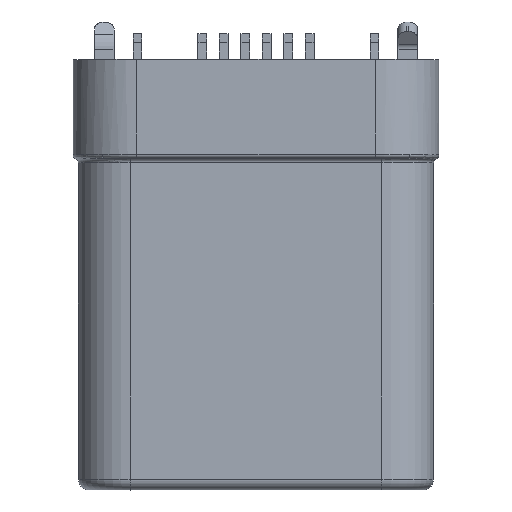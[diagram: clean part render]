
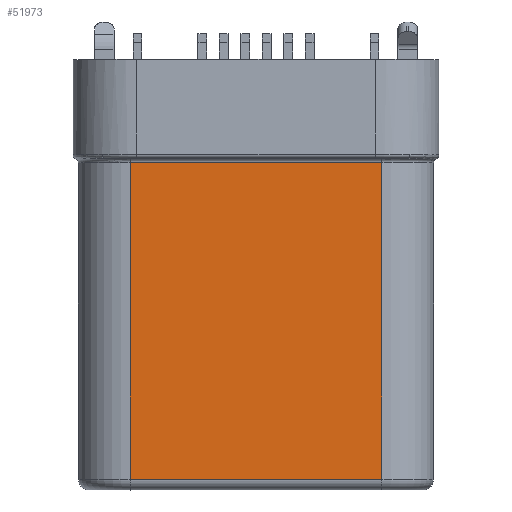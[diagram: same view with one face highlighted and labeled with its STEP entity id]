
A CAD part, top view. The second image highlights one B-rep face of the part: STEP entity #51973.
In plain terms, the highlighted planar face has unit normal (0, 0, 1).
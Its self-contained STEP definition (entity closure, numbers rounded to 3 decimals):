
#49543=DIRECTION('',(1.,0.,0.));
#49544=VECTOR('',#49543,5.85);
#49545=CARTESIAN_POINT('',(-8.58,-1.83,
-3.124));
#49546=LINE('',#49545,#49544);
#49556=DIRECTION('',(0.,-1.,0.));
#49557=VECTOR('',#49556,7.35);
#49558=CARTESIAN_POINT('',(-8.58,-1.83,
-3.124));
#49559=LINE('',#49558,#49557);
#49596=DIRECTION('',(0.,-1.,0.));
#49597=VECTOR('',#49596,7.35);
#49598=CARTESIAN_POINT('',(-2.73,-1.83,
-3.124));
#49599=LINE('',#49598,#49597);
#49629=DIRECTION('',(-1.,0.,0.));
#49630=VECTOR('',#49629,5.85);
#49631=CARTESIAN_POINT('',(-2.73,-9.18,
-3.124));
#49632=LINE('',#49631,#49630);
#51175=CARTESIAN_POINT('',(-8.58,-9.18,
-3.124));
#51176=VERTEX_POINT('',#51175);
#51181=CARTESIAN_POINT('',(-2.73,-9.18,
-3.124));
#51182=VERTEX_POINT('',#51181);
#51222=CARTESIAN_POINT('',(-8.58,-1.83,
-3.124));
#51223=VERTEX_POINT('',#51222);
#51230=CARTESIAN_POINT('',(-2.73,-1.83,
-3.124));
#51231=VERTEX_POINT('',#51230);
#51959=CARTESIAN_POINT('',(-8.58,-9.18,
-3.124));
#51960=DIRECTION('',(0.,0.,1.));
#51961=DIRECTION('',(1.,0.,0.));
#51962=AXIS2_PLACEMENT_3D('',#51959,#51960,#51961);
#51963=PLANE('',#51962);
#51965=ORIENTED_EDGE('',*,*,#51964,.F.);
#51966=ORIENTED_EDGE('',*,*,#51950,.T.);
#51968=ORIENTED_EDGE('',*,*,#51967,.T.);
#51970=ORIENTED_EDGE('',*,*,#51969,.T.);
#51971=EDGE_LOOP('',(#51965,#51966,#51968,#51970));
#51972=FACE_OUTER_BOUND('',#51971,.F.);
#51950=EDGE_CURVE('',#51223,#51231,#49546,.T.);
#51964=EDGE_CURVE('',#51223,#51176,#49559,.T.);
#51967=EDGE_CURVE('',#51231,#51182,#49599,.T.);
#51969=EDGE_CURVE('',#51182,#51176,#49632,.T.);
#51973=ADVANCED_FACE('',(#51972),#51963,.T.);
